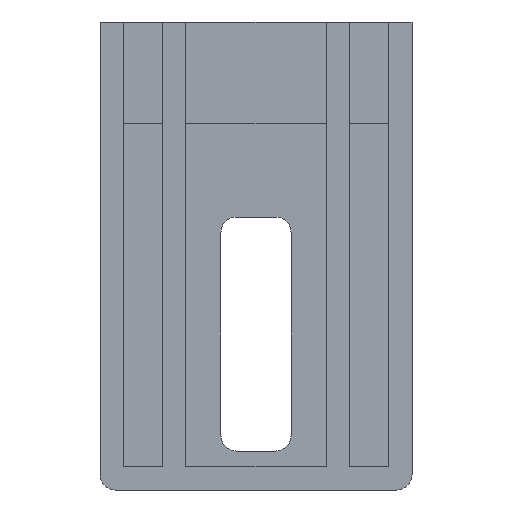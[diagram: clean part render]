
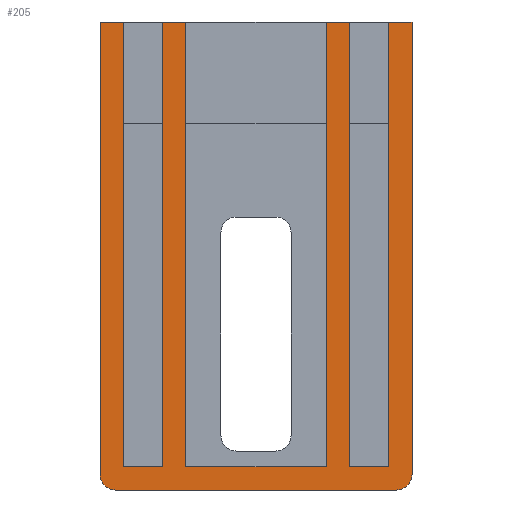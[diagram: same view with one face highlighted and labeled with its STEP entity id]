
A CAD part, front view. The second image highlights one B-rep face of the part: STEP entity #205.
In plain terms, the highlighted planar face has unit normal (0, -1, 0).
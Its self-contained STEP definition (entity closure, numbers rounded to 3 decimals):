
#61 = CARTESIAN_POINT ( 'NONE',  ( 17., 0., 0. ) ) ;
#65 = CARTESIAN_POINT ( 'NONE',  ( -18., 0., -60. ) ) ;
#66 = CARTESIAN_POINT ( 'NONE',  ( -9., 0., -57. ) ) ;
#68 = CARTESIAN_POINT ( 'NONE',  ( 17., 0., -57. ) ) ;
#79 = CARTESIAN_POINT ( 'NONE',  ( 9., 0., 0. ) ) ;
#205 = ADVANCED_FACE ( 'NONE', ( #1581 ), #1764, .F. ) ;
#405 = CARTESIAN_POINT ( 'NONE',  ( 12., 0., -57. ) ) ;
#408 = CARTESIAN_POINT ( 'NONE',  ( -17., 0., 0. ) ) ;
#418 = CARTESIAN_POINT ( 'NONE',  ( -12., 0., -57. ) ) ;
#420 = CARTESIAN_POINT ( 'NONE',  ( 20., 0., 0. ) ) ;
#422 = CARTESIAN_POINT ( 'NONE',  ( 9., 0., -57. ) ) ;
#425 = CARTESIAN_POINT ( 'NONE',  ( 18., 0., -60. ) ) ;
#428 = CARTESIAN_POINT ( 'NONE',  ( 12., 0., 0. ) ) ;
#431 = CARTESIAN_POINT ( 'NONE',  ( 20., 0., -58. ) ) ;
#452 = CARTESIAN_POINT ( 'NONE',  ( -17., 0., -57. ) ) ;
#461 = CARTESIAN_POINT ( 'NONE',  ( -9., 0., 0. ) ) ;
#462 = CARTESIAN_POINT ( 'NONE',  ( -20., 0., -58. ) ) ;
#480 = CARTESIAN_POINT ( 'NONE',  ( -20., 0., 0. ) ) ;
#484 = CARTESIAN_POINT ( 'NONE',  ( -12., 0., 0. ) ) ;
#634 = LINE ( 'NONE', #2073, #635 ) ;
#635 = VECTOR ( 'NONE', #2083, 1000. ) ;
#674 = VERTEX_POINT ( 'NONE', #484 ) ;
#677 = VERTEX_POINT ( 'NONE', #480 ) ;
#693 = VERTEX_POINT ( 'NONE', #462 ) ;
#696 = VERTEX_POINT ( 'NONE', #461 ) ;
#705 = VERTEX_POINT ( 'NONE', #452 ) ;
#940 = ORIENTED_EDGE ( 'NONE', *, *, #1955, .F. ) ;
#941 = ORIENTED_EDGE ( 'NONE', *, *, #2388, .T. ) ;
#942 = ORIENTED_EDGE ( 'NONE', *, *, #2389, .F. ) ;
#943 = ORIENTED_EDGE ( 'NONE', *, *, #2317, .T. ) ;
#944 = ORIENTED_EDGE ( 'NONE', *, *, #2318, .F. ) ;
#945 = ORIENTED_EDGE ( 'NONE', *, *, #2319, .F. ) ;
#946 = ORIENTED_EDGE ( 'NONE', *, *, #2320, .T. ) ;
#947 = ORIENTED_EDGE ( 'NONE', *, *, #2321, .T. ) ;
#948 = ORIENTED_EDGE ( 'NONE', *, *, #2322, .F. ) ;
#949 = ORIENTED_EDGE ( 'NONE', *, *, #2323, .F. ) ;
#950 = ORIENTED_EDGE ( 'NONE', *, *, #2324, .T. ) ;
#951 = ORIENTED_EDGE ( 'NONE', *, *, #2325, .T. ) ;
#952 = ORIENTED_EDGE ( 'NONE', *, *, #2326, .F. ) ;
#953 = ORIENTED_EDGE ( 'NONE', *, *, #2327, .F. ) ;
#954 = ORIENTED_EDGE ( 'NONE', *, *, #2328, .T. ) ;
#955 = ORIENTED_EDGE ( 'NONE', *, *, #2329, .T. ) ;
#956 = ORIENTED_EDGE ( 'NONE', *, *, #2330, .T. ) ;
#957 = ORIENTED_EDGE ( 'NONE', *, *, #2331, .T. ) ;
#1123 = VERTEX_POINT ( 'NONE', #431 ) ;
#1152 = VERTEX_POINT ( 'NONE', #418 ) ;
#1340 = LINE ( 'NONE', #2176, #1346 ) ;
#1342 = LINE ( 'NONE', #2170, #1344 ) ;
#1343 = LINE ( 'NONE', #2175, #1350 ) ;
#1344 = VECTOR ( 'NONE', #2171, 1000. ) ;
#1345 = LINE ( 'NONE', #2182, #1348 ) ;
#1346 = VECTOR ( 'NONE', #2181, 1000. ) ;
#1347 = LINE ( 'NONE', #2180, #1358 ) ;
#1348 = VECTOR ( 'NONE', #2184, 1000. ) ;
#1349 = LINE ( 'NONE', #2186, #1352 ) ;
#1350 = VECTOR ( 'NONE', #2185, 1000. ) ;
#1351 = LINE ( 'NONE', #2188, #1354 ) ;
#1352 = VECTOR ( 'NONE', #2187, 1000. ) ;
#1353 = LINE ( 'NONE', #2190, #1356 ) ;
#1354 = VECTOR ( 'NONE', #2189, 1000. ) ;
#1355 = LINE ( 'NONE', #2183, #1366 ) ;
#1356 = VECTOR ( 'NONE', #2191, 1000. ) ;
#1357 = LINE ( 'NONE', #2193, #1360 ) ;
#1358 = VECTOR ( 'NONE', #2192, 1000. ) ;
#1359 = LINE ( 'NONE', #2195, #1362 ) ;
#1360 = VECTOR ( 'NONE', #2194, 1000. ) ;
#1361 = LINE ( 'NONE', #2197, #1364 ) ;
#1362 = VECTOR ( 'NONE', #2196, 1000. ) ;
#1364 = VECTOR ( 'NONE', #2198, 1000. ) ;
#1365 = LINE ( 'NONE', #2200, #1368 ) ;
#1366 = VECTOR ( 'NONE', #2199, 1000. ) ;
#1367 = LINE ( 'NONE', #2202, #1370 ) ;
#1368 = VECTOR ( 'NONE', #2201, 1000. ) ;
#1369 = CIRCLE ( 'NONE', #2099, 2. ) ;
#1370 = VECTOR ( 'NONE', #2203, 1000. ) ;
#1371 = CIRCLE ( 'NONE', #2100, 2. ) ;
#1372 = LINE ( 'NONE', #2204, #1374 ) ;
#1374 = VECTOR ( 'NONE', #2205, 1000. ) ;
#1581 = FACE_OUTER_BOUND ( 'NONE', #2471, .T. ) ;
#1757 = CARTESIAN_POINT ( 'NONE',  ( 20., 0., -60. ) ) ;
#1764 = PLANE ( 'NONE',  #2353 ) ;
#1766 = DIRECTION ( 'NONE',  ( 0., 1., 0. ) ) ;
#1767 = DIRECTION ( 'NONE',  ( 0., 0., 1. ) ) ;
#1867 = VERTEX_POINT ( 'NONE', #425 ) ;
#1869 = VERTEX_POINT ( 'NONE', #428 ) ;
#1872 = VERTEX_POINT ( 'NONE', #422 ) ;
#1874 = VERTEX_POINT ( 'NONE', #420 ) ;
#1884 = VERTEX_POINT ( 'NONE', #408 ) ;
#1890 = VERTEX_POINT ( 'NONE', #405 ) ;
#1902 = VERTEX_POINT ( 'NONE', #61 ) ;
#1906 = VERTEX_POINT ( 'NONE', #65 ) ;
#1907 = VERTEX_POINT ( 'NONE', #66 ) ;
#1908 = VERTEX_POINT ( 'NONE', #68 ) ;
#1913 = VERTEX_POINT ( 'NONE', #79 ) ;
#1955 = EDGE_CURVE ( 'NONE', #1867, #1906, #634, .T. ) ;
#2073 = CARTESIAN_POINT ( 'NONE',  ( 20., 0., -60. ) ) ;
#2083 = DIRECTION ( 'NONE',  ( -1., 0., 0. ) ) ;
#2099 = AXIS2_PLACEMENT_3D ( 'NONE', #2206, #2207, #2208 ) ;
#2100 = AXIS2_PLACEMENT_3D ( 'NONE', #2209, #2210, #2211 ) ;
#2170 = CARTESIAN_POINT ( 'NONE',  ( 20., 0., 0. ) ) ;
#2171 = DIRECTION ( 'NONE',  ( -1., 0., 0. ) ) ;
#2175 = CARTESIAN_POINT ( 'NONE',  ( 12., 0., -13. ) ) ;
#2176 = CARTESIAN_POINT ( 'NONE',  ( 17., 0., -13. ) ) ;
#2180 = CARTESIAN_POINT ( 'NONE',  ( -9., 0., -13. ) ) ;
#2181 = DIRECTION ( 'NONE',  ( 0., 0., 1. ) ) ;
#2182 = CARTESIAN_POINT ( 'NONE',  ( 12., 0., -57. ) ) ;
#2183 = CARTESIAN_POINT ( 'NONE',  ( -17., 0., -13. ) ) ;
#2184 = DIRECTION ( 'NONE',  ( 1., 0., 0. ) ) ;
#2185 = DIRECTION ( 'NONE',  ( 0., 0., 1. ) ) ;
#2186 = CARTESIAN_POINT ( 'NONE',  ( 20., 0., 0. ) ) ;
#2187 = DIRECTION ( 'NONE',  ( -1., 0., 0. ) ) ;
#2188 = CARTESIAN_POINT ( 'NONE',  ( 9., 0., -13. ) ) ;
#2189 = DIRECTION ( 'NONE',  ( 0., 0., 1. ) ) ;
#2190 = CARTESIAN_POINT ( 'NONE',  ( -9., 0., -57. ) ) ;
#2191 = DIRECTION ( 'NONE',  ( 1., 0., 0. ) ) ;
#2192 = DIRECTION ( 'NONE',  ( 0., 0., 1. ) ) ;
#2193 = CARTESIAN_POINT ( 'NONE',  ( 20., 0., 0. ) ) ;
#2194 = DIRECTION ( 'NONE',  ( -1., 0., 0. ) ) ;
#2195 = CARTESIAN_POINT ( 'NONE',  ( -12., 0., -13. ) ) ;
#2196 = DIRECTION ( 'NONE',  ( 0., 0., 1. ) ) ;
#2197 = CARTESIAN_POINT ( 'NONE',  ( -17., 0., -57. ) ) ;
#2198 = DIRECTION ( 'NONE',  ( 1., 0., 0. ) ) ;
#2199 = DIRECTION ( 'NONE',  ( 0., 0., 1. ) ) ;
#2200 = CARTESIAN_POINT ( 'NONE',  ( 20., 0., 0. ) ) ;
#2201 = DIRECTION ( 'NONE',  ( -1., 0., 0. ) ) ;
#2202 = CARTESIAN_POINT ( 'NONE',  ( -20., 0., -60. ) ) ;
#2203 = DIRECTION ( 'NONE',  ( 0., 0., -1. ) ) ;
#2204 = CARTESIAN_POINT ( 'NONE',  ( 20., 0., -60. ) ) ;
#2205 = DIRECTION ( 'NONE',  ( 0., 0., -1. ) ) ;
#2206 = CARTESIAN_POINT ( 'NONE',  ( -18., 0., -58. ) ) ;
#2207 = DIRECTION ( 'NONE',  ( 0., -1., 0. ) ) ;
#2208 = DIRECTION ( 'NONE',  ( 0., 0., 1. ) ) ;
#2209 = CARTESIAN_POINT ( 'NONE',  ( 18., 0., -58. ) ) ;
#2210 = DIRECTION ( 'NONE',  ( 0., -1., 0. ) ) ;
#2211 = DIRECTION ( 'NONE',  ( 0., 0., 1. ) ) ;
#2317 = EDGE_CURVE ( 'NONE', #1874, #1902, #1342, .T. ) ;
#2318 = EDGE_CURVE ( 'NONE', #1908, #1902, #1340, .T. ) ;
#2319 = EDGE_CURVE ( 'NONE', #1890, #1908, #1345, .T. ) ;
#2320 = EDGE_CURVE ( 'NONE', #1890, #1869, #1343, .T. ) ;
#2321 = EDGE_CURVE ( 'NONE', #1869, #1913, #1349, .T. ) ;
#2322 = EDGE_CURVE ( 'NONE', #1872, #1913, #1351, .T. ) ;
#2323 = EDGE_CURVE ( 'NONE', #1907, #1872, #1353, .T. ) ;
#2324 = EDGE_CURVE ( 'NONE', #1907, #696, #1347, .T. ) ;
#2325 = EDGE_CURVE ( 'NONE', #696, #674, #1357, .T. ) ;
#2326 = EDGE_CURVE ( 'NONE', #1152, #674, #1359, .T. ) ;
#2327 = EDGE_CURVE ( 'NONE', #705, #1152, #1361, .T. ) ;
#2328 = EDGE_CURVE ( 'NONE', #705, #1884, #1355, .T. ) ;
#2329 = EDGE_CURVE ( 'NONE', #1884, #677, #1365, .T. ) ;
#2330 = EDGE_CURVE ( 'NONE', #677, #693, #1367, .T. ) ;
#2331 = EDGE_CURVE ( 'NONE', #693, #1906, #1369, .T. ) ;
#2353 = AXIS2_PLACEMENT_3D ( 'NONE', #1757, #1766, #1767 ) ;
#2388 = EDGE_CURVE ( 'NONE', #1867, #1123, #1371, .T. ) ;
#2389 = EDGE_CURVE ( 'NONE', #1874, #1123, #1372, .T. ) ;
#2471 = EDGE_LOOP ( 'NONE', ( #940, #941, #942, #943, #944, #945, #946, #947, #948, #949, #950, #951, #952, #953, #954, #955, #956, #957 ) ) ;
